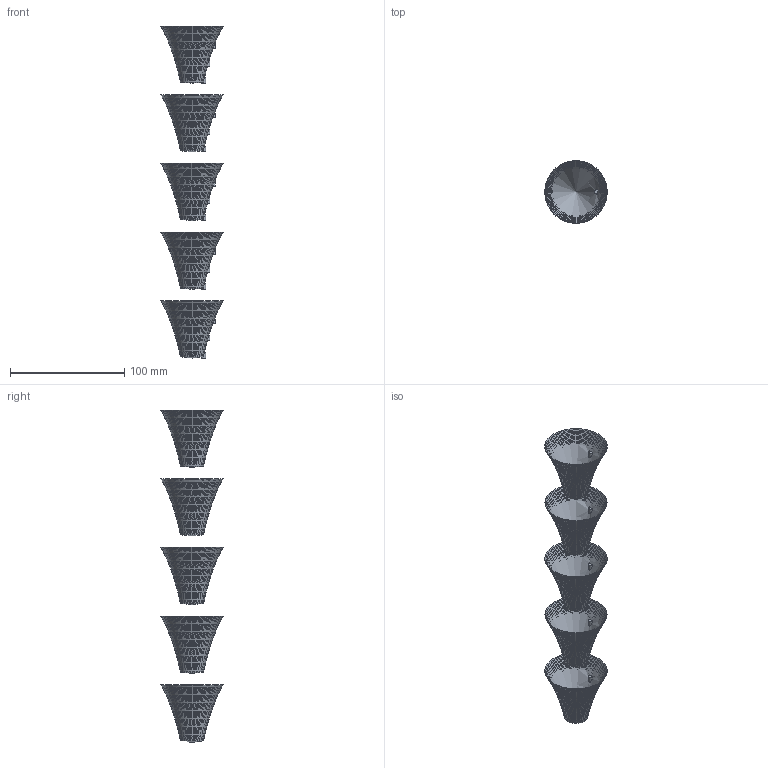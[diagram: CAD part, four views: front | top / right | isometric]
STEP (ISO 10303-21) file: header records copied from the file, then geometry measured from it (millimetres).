
FILE_DESCRIPTION(('Open CASCADE Model'),'2;1');
FILE_NAME('Open CASCADE Shape Model','2024-06-01T00:45:50',('Author'),( 'Open CASCADE'),'Open CASCADE STEP processor 7.7','Open CASCADE 7.7' ,'Unknown');
FILE_SCHEMA(('AUTOMOTIVE_DESIGN { 1 0 10303 214 1 1 1 1 }'));
Length unit declared in the file: millimetre
Products named in the file (6): Open CASCADE STEP translator 7.7 27; Open CASCADE STEP translator 7.7 27.1; Open CASCADE STEP translator 7.7 27.2; Open CASCADE STEP translator 7.7 27.3; Open CASCADE STEP translator 7.7 27.4; Open CASCADE STEP translator 7.7 27.5
Assembly tree (5 placements, depth 2):
  Open CASCADE STEP translator 7.7 27
    Open CASCADE STEP translator 7.7 27.1
    Open CASCADE STEP translator 7.7 27.2
    Open CASCADE STEP translator 7.7 27.3
    Open CASCADE STEP translator 7.7 27.4
    Open CASCADE STEP translator 7.7 27.5
Bounding box: 54.37 x 54.37 x 290 mm (x, y, z)
Volume: 56824.9 mm3; surface area: 54844.6 mm2
Topology: 5 solids, 5 shells, 317 faces, 722 edges, 404 vertices
Faces by surface type: cone 257, plane 40, cylinder 20
Full cylindrical faces by diameter (mm): 4 x5
Entity records: 21992 total; most frequent: CARTESIAN_POINT 7786, DIRECTION 2655, ORIENTED_EDGE 1424, PCURVE 1424, DEFINITIONAL_REPRESENTATION 1424, LINE 1218, VECTOR 1218, EDGE_CURVE 712
